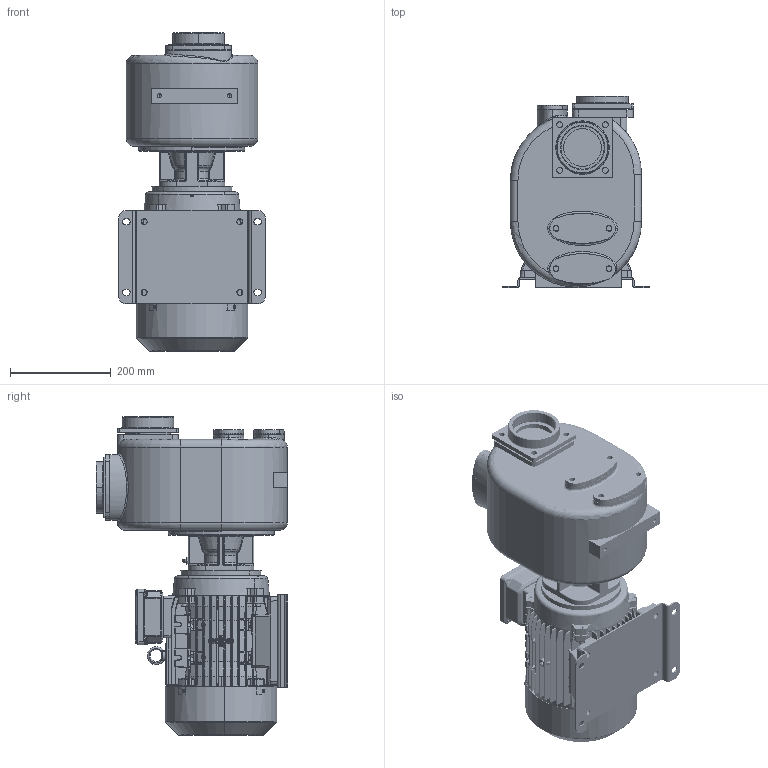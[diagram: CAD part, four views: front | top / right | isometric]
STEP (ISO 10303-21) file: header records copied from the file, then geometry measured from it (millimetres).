
FILE_DESCRIPTION((''),'2;1');
FILE_NAME('S_80_T52','2021-05-14T13:06:15',('Nicola'),(''),'CREO PARAMETRIC BY PTC INC, 2020342','CREO PARAMETRIC BY PTC INC, 2020342','');
FILE_SCHEMA(('CONFIG_CONTROL_DESIGN'));
Products named in the file (1): S_80_T52
Bounding box: 290 x 379 x 630.99 mm (x, y, z)
Volume: 24713525.7 mm3; surface area: 1373560.6 mm2
Topology: 3 solids, 3 shells, 6398 faces, 18640 edges, 12180 vertices
Faces by surface type: plane 2437, cylinder 1990, bspline 805, cone 601, torus 250, extrusion 158, sphere 157
Entity records: 288474 total; most frequent: CARTESIAN_POINT 127290, ORIENTED_EDGE 36878, DIRECTION 29606, EDGE_CURVE 18439, VERTEX_POINT 12180, AXIS2_PLACEMENT_3D 10718, VECTOR 8170, LINE 8012
